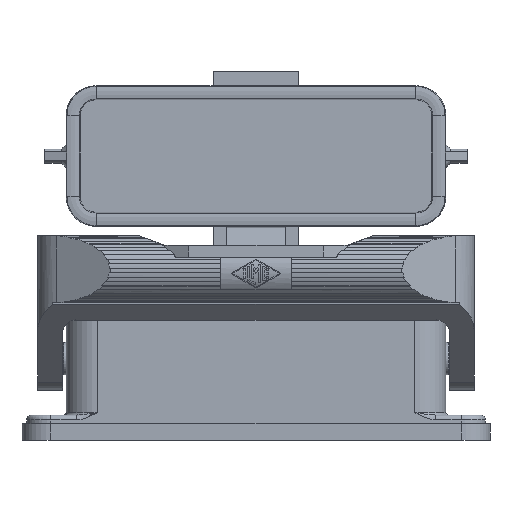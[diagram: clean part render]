
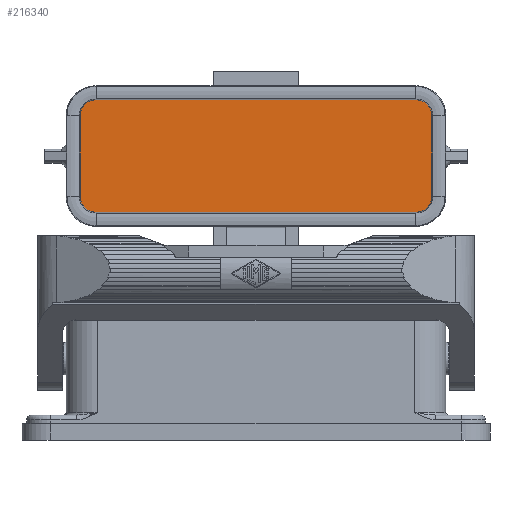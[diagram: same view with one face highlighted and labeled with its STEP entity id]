
A CAD part, front view. The second image highlights one B-rep face of the part: STEP entity #216340.
In plain terms, the highlighted face is planar.
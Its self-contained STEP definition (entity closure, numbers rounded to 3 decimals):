
#215030=CARTESIAN_POINT('',(40.05,0.,
-24.9));
#215040=DIRECTION('',(0.,1.,0.));
#215050=VECTOR('',#215040,1.);
#215060=LINE('',#215030,#215050);
#215070=CARTESIAN_POINT('',(40.05,27.1,
-24.9));
#215080=VERTEX_POINT('',#215070);
#215090=CARTESIAN_POINT('',(40.05,44.3,
-24.9));
#215100=VERTEX_POINT('',#215090);
#215110=EDGE_CURVE('',#215080,#215100,#215060,.T.);
#215340=CARTESIAN_POINT('',(36.55,44.3,
-24.9));
#215350=DIRECTION('',(0.,0.,1.));
#215360=DIRECTION('',(1.,0.,0.));
#215370=AXIS2_PLACEMENT_3D('',#215340,#215350,#215360);
#215380=CIRCLE('',#215370,3.5);
#215390=CARTESIAN_POINT('',(36.55,47.8,
-24.9));
#215400=VERTEX_POINT('',#215390);
#215410=EDGE_CURVE('',#215100,#215400,#215380,.T.);
#215590=CARTESIAN_POINT('',(-30.75,44.3,
-24.9));
#215600=DIRECTION('',(0.,0.,1.));
#215610=DIRECTION('',(1.,0.,0.));
#215620=AXIS2_PLACEMENT_3D('',#215590,#215600,#215610);
#215630=CIRCLE('',#215620,3.5);
#215640=CARTESIAN_POINT('',(-30.75,47.8,
-24.9));
#215650=VERTEX_POINT('',#215640);
#215660=CARTESIAN_POINT('',(-34.25,44.3,
-24.9));
#215670=VERTEX_POINT('',#215660);
#215680=EDGE_CURVE('',#215650,#215670,#215630,.T.);
#215860=CARTESIAN_POINT('',(11.15,35.7,
-24.9));
#215870=DIRECTION('',(0.,0.,1.));
#215880=DIRECTION('',(0.,1.,0.));
#215890=AXIS2_PLACEMENT_3D('',#215860,#215870,#215880);
#215900=PLANE('',#215890);
#215910=CARTESIAN_POINT('',(0.,47.8,
-24.9));
#215920=DIRECTION('',(-1.,0.,0.));
#215930=VECTOR('',#215920,1.);
#215940=LINE('',#215910,#215930);
#215950=EDGE_CURVE('',#215400,#215650,#215940,.T.);
#215960=ORIENTED_EDGE('',*,*,#215950,.T.);
#215970=ORIENTED_EDGE('',*,*,#215410,.T.);
#215980=ORIENTED_EDGE('',*,*,#215110,.T.);
#215990=CARTESIAN_POINT('',(36.55,27.1,
-24.9));
#216000=DIRECTION('',(0.,0.,1.));
#216010=DIRECTION('',(1.,0.,0.));
#216020=AXIS2_PLACEMENT_3D('',#215990,#216000,#216010);
#216030=CIRCLE('',#216020,3.5);
#216040=CARTESIAN_POINT('',(36.55,23.6,
-24.9));
#216050=VERTEX_POINT('',#216040);
#216060=EDGE_CURVE('',#216050,#215080,#216030,.T.);
#216070=ORIENTED_EDGE('',*,*,#216060,.T.);
#216080=CARTESIAN_POINT('',(0.,23.6,
-24.9));
#216090=DIRECTION('',(1.,0.,0.));
#216100=VECTOR('',#216090,1.);
#216110=LINE('',#216080,#216100);
#216120=CARTESIAN_POINT('',(-30.75,23.6,
-24.9));
#216130=VERTEX_POINT('',#216120);
#216140=EDGE_CURVE('',#216130,#216050,#216110,.T.);
#216150=ORIENTED_EDGE('',*,*,#216140,.T.);
#216160=CARTESIAN_POINT('',(-30.75,27.1,
-24.9));
#216170=DIRECTION('',(0.,0.,1.));
#216180=DIRECTION('',(1.,0.,0.));
#216190=AXIS2_PLACEMENT_3D('',#216160,#216170,#216180);
#216200=CIRCLE('',#216190,3.5);
#216210=CARTESIAN_POINT('',(-34.25,27.1,
-24.9));
#216220=VERTEX_POINT('',#216210);
#216230=EDGE_CURVE('',#216220,#216130,#216200,.T.);
#216240=ORIENTED_EDGE('',*,*,#216230,.T.);
#216250=CARTESIAN_POINT('',(-34.25,0.,
-24.9));
#216260=DIRECTION('',(0.,1.,0.));
#216270=VECTOR('',#216260,1.);
#216280=LINE('',#216250,#216270);
#216290=EDGE_CURVE('',#216220,#215670,#216280,.T.);
#216300=ORIENTED_EDGE('',*,*,#216290,.F.);
#216310=ORIENTED_EDGE('',*,*,#215680,.T.);
#216320=EDGE_LOOP('',(#216310,#216300,#216240,#216150,#216070,#215980,
#215970,#215960));
#216330=FACE_OUTER_BOUND('',#216320,.T.);
#216340=ADVANCED_FACE('',(#216330),#215900,.T.);
